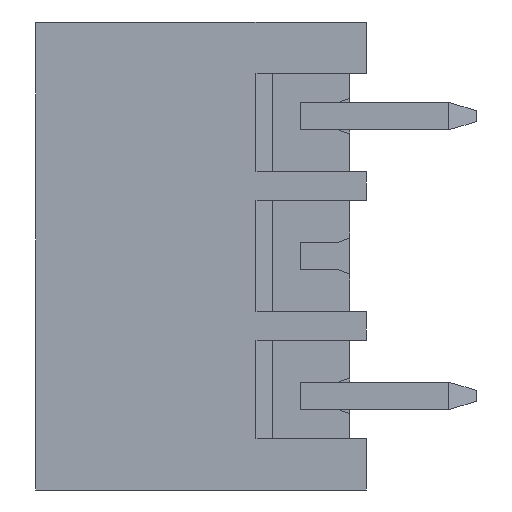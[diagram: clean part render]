
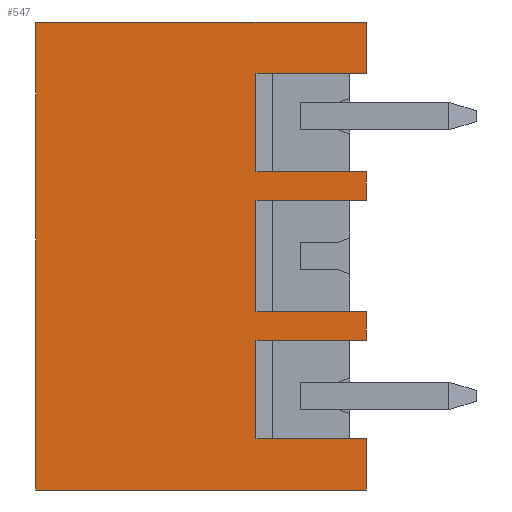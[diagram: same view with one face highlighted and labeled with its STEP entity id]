
A CAD part, front view. The second image highlights one B-rep face of the part: STEP entity #547.
In plain terms, the highlighted planar face has unit normal (0, -1, 0).
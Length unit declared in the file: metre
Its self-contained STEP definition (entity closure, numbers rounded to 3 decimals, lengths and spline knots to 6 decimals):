
#547=ADVANCED_FACE('',(#1103),#1104,.F.);
#1103=FACE_OUTER_BOUND('',#1651,.T.);
#1104=PLANE('',#1652);
#1651=EDGE_LOOP('',(#3259,#3260,#3261,#3262,#3263,#3264,#3265,#3266,#3267,#3268,#3269,#3270,#3271,#3272,#3273,#3274));
#1652=AXIS2_PLACEMENT_3D('',#3275,#3276,#3277);
#3259=ORIENTED_EDGE('',*,*,#3727,.T.);
#3260=ORIENTED_EDGE('',*,*,#3409,.F.);
#3261=ORIENTED_EDGE('',*,*,#3570,.T.);
#3262=ORIENTED_EDGE('',*,*,#3576,.T.);
#3263=ORIENTED_EDGE('',*,*,#3554,.F.);
#3264=ORIENTED_EDGE('',*,*,#3591,.F.);
#3265=ORIENTED_EDGE('',*,*,#3546,.F.);
#3266=ORIENTED_EDGE('',*,*,#3599,.T.);
#3267=ORIENTED_EDGE('',*,*,#3722,.T.);
#3268=ORIENTED_EDGE('',*,*,#3358,.F.);
#3269=ORIENTED_EDGE('',*,*,#3787,.T.);
#3270=ORIENTED_EDGE('',*,*,#3848,.T.);
#3271=ORIENTED_EDGE('',*,*,#3891,.T.);
#3272=ORIENTED_EDGE('',*,*,#3880,.F.);
#3273=ORIENTED_EDGE('',*,*,#3886,.F.);
#3274=ORIENTED_EDGE('',*,*,#3875,.F.);
#3275=CARTESIAN_POINT('',(0.243133,0.189167,0.1174));
#3276=DIRECTION('',(0.,1.0,0.));
#3277=DIRECTION('',(1.0,0.0,0.));
#3358=EDGE_CURVE('',#4043,#4045,#4046,.T.);
#3409=EDGE_CURVE('',#4126,#4128,#4129,.T.);
#3546=EDGE_CURVE('',#4333,#4334,#4335,.T.);
#3554=EDGE_CURVE('',#4347,#4343,#4349,.T.);
#3570=EDGE_CURVE('',#4126,#4369,#4371,.T.);
#3576=EDGE_CURVE('',#4369,#4343,#4379,.T.);
#3591=EDGE_CURVE('',#4334,#4347,#4398,.T.);
#3599=EDGE_CURVE('',#4333,#4408,#4410,.T.);
#3722=EDGE_CURVE('',#4408,#4045,#4586,.T.);
#3727=EDGE_CURVE('',#4591,#4128,#4592,.T.);
#3787=EDGE_CURVE('',#4043,#4684,#4686,.T.);
#3848=EDGE_CURVE('',#4684,#4766,#4768,.T.);
#3875=EDGE_CURVE('',#4591,#4799,#4800,.T.);
#3880=EDGE_CURVE('',#4805,#4806,#4807,.T.);
#3886=EDGE_CURVE('',#4799,#4805,#4813,.T.);
#3891=EDGE_CURVE('',#4766,#4806,#4818,.T.);
#4043=VERTEX_POINT('',#5032);
#4045=VERTEX_POINT('',#5035);
#4046=LINE('',#5036,#5037);
#4126=VERTEX_POINT('',#5153);
#4128=VERTEX_POINT('',#5156);
#4129=LINE('',#5157,#5158);
#4333=VERTEX_POINT('',#5460);
#4334=VERTEX_POINT('',#5461);
#4335=LINE('',#5462,#5463);
#4343=VERTEX_POINT('',#5474);
#4347=VERTEX_POINT('',#5480);
#4349=LINE('',#5483,#5484);
#4369=VERTEX_POINT('',#5513);
#4371=LINE('',#5516,#5517);
#4379=LINE('',#5528,#5529);
#4398=LINE('',#5558,#5559);
#4408=VERTEX_POINT('',#5573);
#4410=LINE('',#5576,#5577);
#4586=LINE('',#5855,#5856);
#4591=VERTEX_POINT('',#5864);
#4592=LINE('',#5865,#5866);
#4684=VERTEX_POINT('',#6008);
#4686=LINE('',#6011,#6012);
#4766=VERTEX_POINT('',#6132);
#4768=LINE('',#6135,#6136);
#4799=VERTEX_POINT('',#6181);
#4800=LINE('',#6182,#6183);
#4805=VERTEX_POINT('',#6191);
#4806=VERTEX_POINT('',#6192);
#4807=LINE('',#6193,#6194);
#4813=LINE('',#6202,#6203);
#4818=LINE('',#6209,#6210);
#5032=CARTESIAN_POINT('',(0.255133,0.189167,0.11162));
#5035=CARTESIAN_POINT('',(0.251133,0.189167,0.11162));
#5036=CARTESIAN_POINT('',(0.252133,0.189167,0.11162));
#5037=VECTOR('',#6301,1.0);
#5153=CARTESIAN_POINT('',(0.255133,0.189167,0.1011));
#5156=CARTESIAN_POINT('',(0.243133,0.189167,0.1011));
#5157=CARTESIAN_POINT('',(0.243133,0.189167,0.1011));
#5158=VECTOR('',#6342,1.0);
#5460=CARTESIAN_POINT('',(0.255133,0.189167,0.10758));
#5461=CARTESIAN_POINT('',(0.255133,0.189167,0.10654));
#5462=CARTESIAN_POINT('',(0.255133,0.189167,0.10674));
#5463=VECTOR('',#6447,1.0);
#5474=CARTESIAN_POINT('',(0.251133,0.189167,0.10296));
#5480=CARTESIAN_POINT('',(0.251133,0.189167,0.10654));
#5483=CARTESIAN_POINT('',(0.251133,0.189167,0.10022));
#5484=VECTOR('',#6454,1.0);
#5513=CARTESIAN_POINT('',(0.255133,0.189167,0.10296));
#5516=CARTESIAN_POINT('',(0.255133,0.189167,0.1023));
#5517=VECTOR('',#6465,1.0);
#5528=CARTESIAN_POINT('',(0.252133,0.189167,0.10296));
#5529=VECTOR('',#6469,1.0);
#5558=CARTESIAN_POINT('',(0.252133,0.189167,0.10654));
#5559=VECTOR('',#6480,1.0);
#5573=CARTESIAN_POINT('',(0.251133,0.189167,0.10758));
#5576=CARTESIAN_POINT('',(0.252133,0.189167,0.10758));
#5577=VECTOR('',#6486,1.0);
#5855=CARTESIAN_POINT('',(0.251133,0.189167,0.1124));
#5856=VECTOR('',#6599,1.0);
#5864=CARTESIAN_POINT('',(0.243133,0.189167,0.1181));
#5865=CARTESIAN_POINT('',(0.243133,0.189167,0.11236));
#5866=VECTOR('',#6603,1.0);
#6008=CARTESIAN_POINT('',(0.255133,0.189167,0.11266));
#6011=CARTESIAN_POINT('',(0.255133,0.189167,0.11242));
#6012=VECTOR('',#6655,1.0);
#6132=CARTESIAN_POINT('',(0.251133,0.189167,0.11266));
#6135=CARTESIAN_POINT('',(0.252133,0.189167,0.11266));
#6136=VECTOR('',#6697,1.0);
#6181=CARTESIAN_POINT('',(0.255133,0.189167,0.1181));
#6182=CARTESIAN_POINT('',(0.255133,0.189167,0.1181));
#6183=VECTOR('',#6712,1.0);
#6191=CARTESIAN_POINT('',(0.255133,0.189167,0.11624));
#6192=CARTESIAN_POINT('',(0.251133,0.189167,0.11624));
#6193=CARTESIAN_POINT('',(0.252133,0.189167,0.11624));
#6194=VECTOR('',#6716,1.0);
#6202=CARTESIAN_POINT('',(0.255133,0.189167,0.1169));
#6203=VECTOR('',#6719,1.0);
#6209=CARTESIAN_POINT('',(0.251133,0.189167,0.11748));
#6210=VECTOR('',#6721,1.0);
#6301=DIRECTION('',(-1.0,0.,0.));
#6342=DIRECTION('',(-1.0,0.,0.0));
#6447=DIRECTION('',(0.,0.,-1.0));
#6454=DIRECTION('',(0.,0.,-1.0));
#6465=DIRECTION('',(0.,0.,1.0));
#6469=DIRECTION('',(-1.0,0.,0.));
#6480=DIRECTION('',(-1.0,0.,0.));
#6486=DIRECTION('',(-1.0,0.,0.));
#6599=DIRECTION('',(0.,0.,1.0));
#6603=DIRECTION('',(0.,0.,-1.0));
#6655=DIRECTION('',(0.,0.,1.0));
#6697=DIRECTION('',(-1.0,0.,0.));
#6712=DIRECTION('',(1.0,0.,0.));
#6716=DIRECTION('',(-1.0,0.,0.));
#6719=DIRECTION('',(0.,0.,-1.0));
#6721=DIRECTION('',(0.,0.,1.0));
